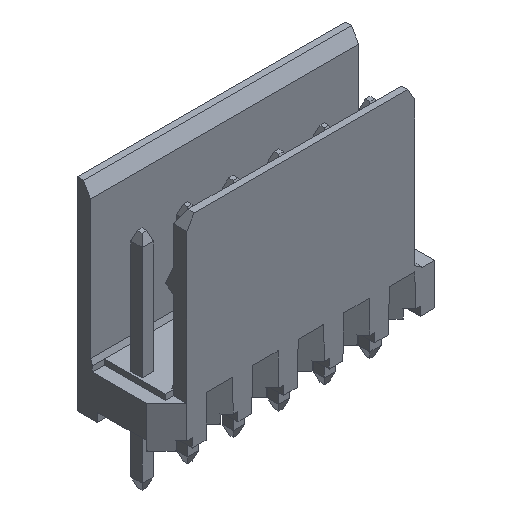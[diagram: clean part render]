
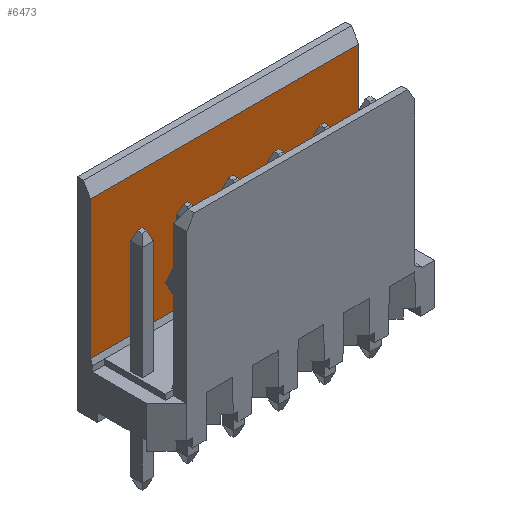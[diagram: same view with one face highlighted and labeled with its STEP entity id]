
A CAD part, isometric view. The second image highlights one B-rep face of the part: STEP entity #6473.
In plain terms, the highlighted face is planar.
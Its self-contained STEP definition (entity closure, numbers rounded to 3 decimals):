
#494=ORIENTED_EDGE('',*,*,#1709,.F.);
#495=ORIENTED_EDGE('',*,*,#1710,.T.);
#496=ORIENTED_EDGE('',*,*,#1711,.T.);
#497=ORIENTED_EDGE('',*,*,#1475,.T.);
#1475=EDGE_CURVE('',#2148,#2149,#2579,.T.);
#1709=EDGE_CURVE('',#2322,#2149,#2813,.T.);
#1710=EDGE_CURVE('',#2322,#2323,#2814,.T.);
#1711=EDGE_CURVE('',#2323,#2148,#2815,.T.);
#2148=VERTEX_POINT('',#8340);
#2149=VERTEX_POINT('',#8341);
#2322=VERTEX_POINT('',#8799);
#2323=VERTEX_POINT('',#8801);
#2579=LINE('',#8339,#3251);
#2813=LINE('',#8798,#3485);
#2814=LINE('',#8800,#3486);
#2815=LINE('',#8802,#3487);
#3251=VECTOR('',#7053,1000.);
#3485=VECTOR('',#7389,1000.);
#3486=VECTOR('',#7390,1000.);
#3487=VECTOR('',#7391,1000.);
#3891=EDGE_LOOP('',(#494,#495,#496,#497));
#4160=FACE_BOUND('',#3891,.T.);
#4417=PLANE('',#6738);
#6473=ADVANCED_FACE('',(#4160),#4417,.F.);
#6738=AXIS2_PLACEMENT_3D('',#8797,#7387,#7388);
#7053=DIRECTION('',(0.,0.,1.));
#7387=DIRECTION('',(0.,-1.,0.));
#7388=DIRECTION('',(0.,0.,1.));
#7389=DIRECTION('',(-1.,0.,0.));
#7390=DIRECTION('',(0.,0.,-1.));
#7391=DIRECTION('',(-1.,0.,0.));
#8339=CARTESIAN_POINT('',(0.,0.75,-2.6));
#8340=CARTESIAN_POINT('',(0.,0.75,0.3));
#8341=CARTESIAN_POINT('',(0.,0.75,8.));
#8797=CARTESIAN_POINT('',(-0.986,0.75,0.));
#8798=CARTESIAN_POINT('',(4.93,0.75,8.));
#8799=CARTESIAN_POINT('',(14.94,0.75,8.));
#8800=CARTESIAN_POINT('',(14.94,0.75,-2.6));
#8801=CARTESIAN_POINT('',(14.94,0.75,0.3));
#8802=CARTESIAN_POINT('',(9.86,0.75,0.3));
